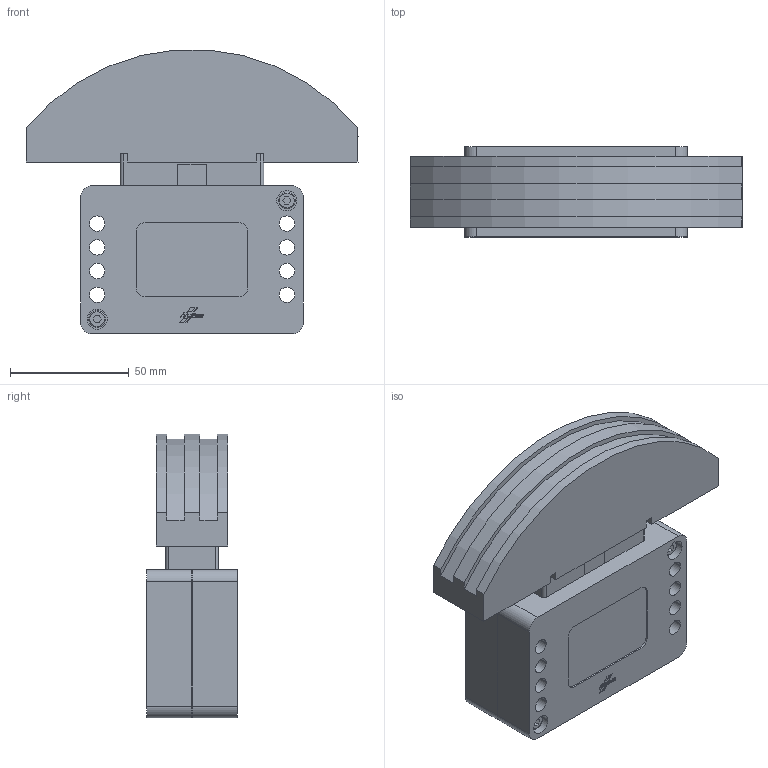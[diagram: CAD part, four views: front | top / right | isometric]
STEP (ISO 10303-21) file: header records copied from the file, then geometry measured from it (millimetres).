
FILE_DESCRIPTION(('STEP AP214'),'1');
FILE_NAME('cctmp_CE94A92F-85F4-451A-8AAF-0AF874ED0084_2023_6_23_11_45_17_129..stp','2023-06-23T09:45:17',('Murtfeldt Kunststoffe GmbH & Co.KG'),('CADClick - www.CADClick.com'),'Spatial InterOp 3D',' ','unknown authorization');
FILE_SCHEMA(('AUTOMOTIVE_DESIGN'));
Length unit declared in the file: millimetre
Products named in the file (1): 1
Bounding box: 140 x 38 x 119.7 mm (x, y, z)
Volume: 375637.9 mm3; surface area: 68995.6 mm2
Topology: 3 solids, 5 shells, 373 faces, 998 edges, 653 vertices
Faces by surface type: plane 183, cylinder 160, torus 16, cone 14
Entity records: 14750 total; most frequent: DIRECTION 2100, CARTESIAN_POINT 2017, ORIENTED_EDGE 1976, EDGE_CURVE 988, AXIS2_PLACEMENT_3D 736, VERTEX_POINT 653, LINE 628, VECTOR 628
